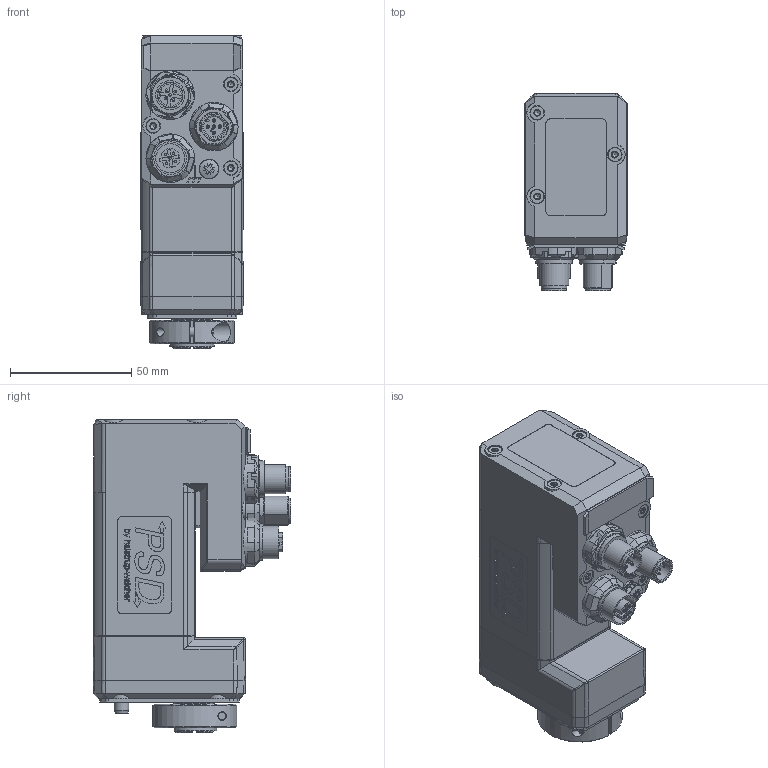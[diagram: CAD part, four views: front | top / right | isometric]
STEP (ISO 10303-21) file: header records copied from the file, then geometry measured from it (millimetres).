
FILE_DESCRIPTION(/* description */ (''),/* implementation_level */ '2;1');
FILE_NAME(/* name */ '7300.014333A.stp',/* time_stamp */ '2020-06-30T16:55:21+02:00',/* author */ ('mzabek'),/* organization */ (''),/* preprocessor_version */ 'ST-DEVELOPER v17',/* originating_system */ 'Autodesk Inventor 2018',/* authorisation */ '');
FILE_SCHEMA (('AUTOMOTIVE_DESIGN { 1 0 10303 214 3 1 1 }'));
Products named in the file (1): ENG-104929
Bounding box: 42.4 x 81.46 x 129.1 mm (x, y, z)
Volume: 288773.2 mm3; surface area: 40877.5 mm2
Topology: 4 solids, 4 shells, 1989 faces, 5464 edges, 3548 vertices
Faces by surface type: plane 874, bspline 490, cylinder 386, cone 155, sphere 43, torus 41
Full cylindrical faces by diameter (mm): 0.6 x3, 0.8 x5, 1 x13, 1.4 x4, 3.459 x1, 4 x1, 4.5 x1, 5.6 x6, 6 x7, 7 x2, 8 x2, 8.3 x1, 9.2 x1, 10.2 x1, 10.4 x1, 10.5 x1, 12 x2, 13.5 x1, 14 x1, 14.4 x1, 15 x2, 17 x1, 20 x3, 22 x1, 23 x1
Entity records: 72137 total; most frequent: CARTESIAN_POINT 23133, ORIENTED_EDGE 10818, DIRECTION 8106, EDGE_CURVE 5409, VERTEX_POINT 3548, LINE 2708, VECTOR 2708, AXIS2_PLACEMENT_3D 2699
